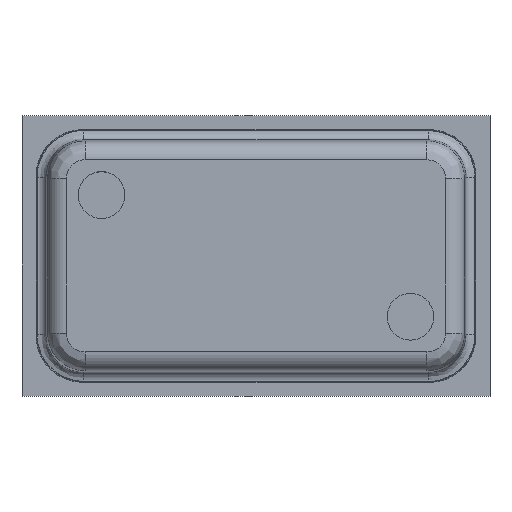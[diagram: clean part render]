
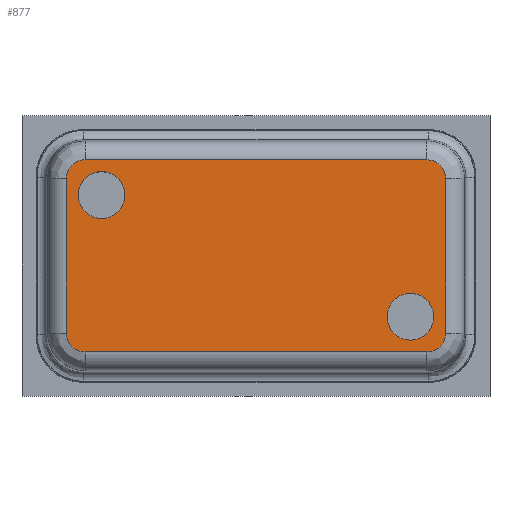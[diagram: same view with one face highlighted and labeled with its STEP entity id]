
A CAD part, top view. The second image highlights one B-rep face of the part: STEP entity #877.
In plain terms, the highlighted planar face has unit normal (0, 0, 1).
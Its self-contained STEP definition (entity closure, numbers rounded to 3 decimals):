
#134=CARTESIAN_POINT('',(1.65,-0.65,0.));
#135=DIRECTION('',(0.,0.,1.));
#136=DIRECTION('',(-1.,0.,0.));
#137=AXIS2_PLACEMENT_3D('',#134,#135,#136);
#139=CARTESIAN_POINT('',(1.65,-0.65,0.));
#140=DIRECTION('',(0.,0.,1.));
#141=DIRECTION('',(1.,0.,0.));
#142=AXIS2_PLACEMENT_3D('',#139,#140,#141);
#144=CARTESIAN_POINT('',(-1.65,0.65,0.));
#145=DIRECTION('',(0.,0.,1.));
#146=DIRECTION('',(-1.,0.,0.));
#147=AXIS2_PLACEMENT_3D('',#144,#145,#146);
#149=CARTESIAN_POINT('',(-1.65,0.65,0.));
#150=DIRECTION('',(0.,0.,1.));
#151=DIRECTION('',(1.,0.,0.));
#152=AXIS2_PLACEMENT_3D('',#149,#150,#151);
#154=CARTESIAN_POINT('',(-2.026,-0.826,0.));
#155=CARTESIAN_POINT('',(-2.026,-0.842,0.));
#156=CARTESIAN_POINT('',(-2.022,-0.873,0.));
#157=CARTESIAN_POINT('',(-2.007,-0.915,0.));
#158=CARTESIAN_POINT('',(-1.983,-0.953,0.));
#159=CARTESIAN_POINT('',(-1.951,-0.984,0.));
#160=CARTESIAN_POINT('',(-1.915,-1.007,0.));
#161=CARTESIAN_POINT('',(-1.876,-1.022,0.));
#162=CARTESIAN_POINT('',(-1.844,-1.026,0.));
#163=CARTESIAN_POINT('',(-1.826,-1.026,0.));
#165=DIRECTION('',(0.,-1.,0.));
#166=VECTOR('',#165,1.653);
#167=CARTESIAN_POINT('',(-2.026,0.826,0.));
#168=LINE('',#167,#166);
#169=CARTESIAN_POINT('',(-1.826,1.026,0.));
#170=CARTESIAN_POINT('',(-1.842,1.026,0.));
#171=CARTESIAN_POINT('',(-1.873,1.022,0.));
#172=CARTESIAN_POINT('',(-1.915,1.007,0.));
#173=CARTESIAN_POINT('',(-1.953,0.983,0.));
#174=CARTESIAN_POINT('',(-1.984,0.951,0.));
#175=CARTESIAN_POINT('',(-2.007,0.915,0.));
#176=CARTESIAN_POINT('',(-2.022,0.876,0.));
#177=CARTESIAN_POINT('',(-2.026,0.844,0.));
#178=CARTESIAN_POINT('',(-2.026,0.826,0.));
#180=DIRECTION('',(-1.,0.,0.));
#181=VECTOR('',#180,3.653);
#182=CARTESIAN_POINT('',(1.826,1.026,0.));
#183=LINE('',#182,#181);
#184=CARTESIAN_POINT('',(2.026,0.826,0.));
#185=CARTESIAN_POINT('',(2.026,0.842,0.));
#186=CARTESIAN_POINT('',(2.022,0.873,0.));
#187=CARTESIAN_POINT('',(2.007,0.915,0.));
#188=CARTESIAN_POINT('',(1.983,0.953,0.));
#189=CARTESIAN_POINT('',(1.951,0.984,0.));
#190=CARTESIAN_POINT('',(1.915,1.007,0.));
#191=CARTESIAN_POINT('',(1.876,1.022,0.));
#192=CARTESIAN_POINT('',(1.844,1.026,0.));
#193=CARTESIAN_POINT('',(1.826,1.026,0.));
#195=DIRECTION('',(0.,1.,0.));
#196=VECTOR('',#195,1.653);
#197=CARTESIAN_POINT('',(2.026,-0.826,0.));
#198=LINE('',#197,#196);
#199=CARTESIAN_POINT('',(1.826,-1.026,0.));
#200=CARTESIAN_POINT('',(1.842,-1.026,0.));
#201=CARTESIAN_POINT('',(1.873,-1.022,0.));
#202=CARTESIAN_POINT('',(1.915,-1.007,0.));
#203=CARTESIAN_POINT('',(1.953,-0.983,0.));
#204=CARTESIAN_POINT('',(1.984,-0.951,0.));
#205=CARTESIAN_POINT('',(2.007,-0.915,0.));
#206=CARTESIAN_POINT('',(2.022,-0.876,0.));
#207=CARTESIAN_POINT('',(2.026,-0.844,0.));
#208=CARTESIAN_POINT('',(2.026,-0.826,0.));
#210=DIRECTION('',(1.,0.,0.));
#211=VECTOR('',#210,3.653);
#212=CARTESIAN_POINT('',(-1.826,-1.026,0.));
#213=LINE('',#212,#211);
#804=VERTEX_POINT('',#154);
#805=VERTEX_POINT('',#163);
#808=CARTESIAN_POINT('',(1.826,-1.026,0.));
#809=VERTEX_POINT('',#808);
#812=VERTEX_POINT('',#208);
#814=CARTESIAN_POINT('',(2.026,0.826,0.));
#815=VERTEX_POINT('',#814);
#818=VERTEX_POINT('',#193);
#820=CARTESIAN_POINT('',(-1.826,1.026,0.));
#821=VERTEX_POINT('',#820);
#824=VERTEX_POINT('',#178);
#834=CARTESIAN_POINT('',(1.4,-0.65,0.));
#835=CARTESIAN_POINT('',(1.9,-0.65,0.));
#836=VERTEX_POINT('',#834);
#837=VERTEX_POINT('',#835);
#838=CARTESIAN_POINT('',(-1.9,0.65,0.));
#839=CARTESIAN_POINT('',(-1.4,0.65,0.));
#840=VERTEX_POINT('',#838);
#841=VERTEX_POINT('',#839);
#842=CARTESIAN_POINT('',(0.,0.,0.));
#843=DIRECTION('',(0.,0.,1.));
#844=DIRECTION('',(1.,0.,0.));
#845=AXIS2_PLACEMENT_3D('',#842,#843,#844);
#846=PLANE('',#845);
#848=ORIENTED_EDGE('',*,*,#847,.F.);
#850=ORIENTED_EDGE('',*,*,#849,.F.);
#852=ORIENTED_EDGE('',*,*,#851,.F.);
#854=ORIENTED_EDGE('',*,*,#853,.F.);
#856=ORIENTED_EDGE('',*,*,#855,.F.);
#858=ORIENTED_EDGE('',*,*,#857,.F.);
#860=ORIENTED_EDGE('',*,*,#859,.F.);
#862=ORIENTED_EDGE('',*,*,#861,.F.);
#863=EDGE_LOOP('',(#848,#850,#852,#854,#856,#858,#860,#862));
#864=FACE_OUTER_BOUND('',#863,.F.);
#866=ORIENTED_EDGE('',*,*,#865,.T.);
#868=ORIENTED_EDGE('',*,*,#867,.T.);
#869=EDGE_LOOP('',(#866,#868));
#870=FACE_BOUND('',#869,.F.);
#872=ORIENTED_EDGE('',*,*,#871,.T.);
#874=ORIENTED_EDGE('',*,*,#873,.T.);
#875=EDGE_LOOP('',(#872,#874));
#876=FACE_BOUND('',#875,.F.);
#138=CIRCLE('',#137,0.25);
#143=CIRCLE('',#142,0.25);
#148=CIRCLE('',#147,0.25);
#153=CIRCLE('',#152,0.25);
#164=B_SPLINE_CURVE_WITH_KNOTS('',3,(#154,#155,#156,#157,#158,#159,#160,#161,
#162,#163),.UNSPECIFIED.,.F.,.F.,(4,1,1,1,1,1,1,4),(0.,0.143,
0.286,0.429,0.571,0.714,
0.857,1.),.UNSPECIFIED.);
#179=B_SPLINE_CURVE_WITH_KNOTS('',3,(#169,#170,#171,#172,#173,#174,#175,#176,
#177,#178),.UNSPECIFIED.,.F.,.F.,(4,1,1,1,1,1,1,4),(0.,0.143,
0.286,0.429,0.571,0.714,
0.857,1.),.UNSPECIFIED.);
#194=B_SPLINE_CURVE_WITH_KNOTS('',3,(#184,#185,#186,#187,#188,#189,#190,#191,
#192,#193),.UNSPECIFIED.,.F.,.F.,(4,1,1,1,1,1,1,4),(0.,0.143,
0.286,0.429,0.571,0.714,
0.857,1.),.UNSPECIFIED.);
#209=B_SPLINE_CURVE_WITH_KNOTS('',3,(#199,#200,#201,#202,#203,#204,#205,#206,
#207,#208),.UNSPECIFIED.,.F.,.F.,(4,1,1,1,1,1,1,4),(0.,0.143,
0.286,0.429,0.571,0.714,
0.857,1.),.UNSPECIFIED.);
#847=EDGE_CURVE('',#804,#805,#164,.T.);
#849=EDGE_CURVE('',#824,#804,#168,.T.);
#851=EDGE_CURVE('',#821,#824,#179,.T.);
#853=EDGE_CURVE('',#818,#821,#183,.T.);
#855=EDGE_CURVE('',#815,#818,#194,.T.);
#857=EDGE_CURVE('',#812,#815,#198,.T.);
#859=EDGE_CURVE('',#809,#812,#209,.T.);
#861=EDGE_CURVE('',#805,#809,#213,.T.);
#865=EDGE_CURVE('',#840,#841,#148,.T.);
#867=EDGE_CURVE('',#841,#840,#153,.T.);
#871=EDGE_CURVE('',#836,#837,#138,.T.);
#873=EDGE_CURVE('',#837,#836,#143,.T.);
#877=ADVANCED_FACE('',(#864,#870,#876),#846,.T.);
